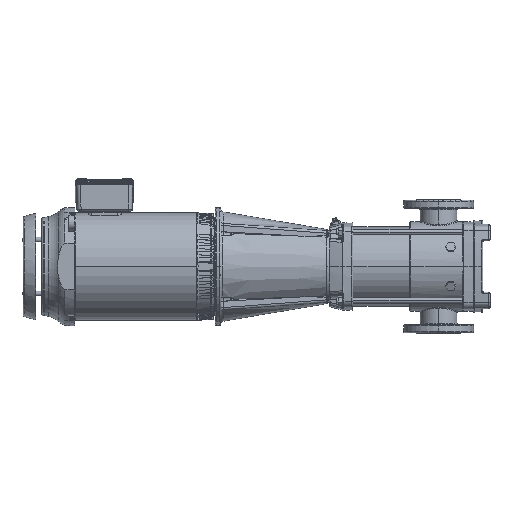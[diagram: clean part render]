
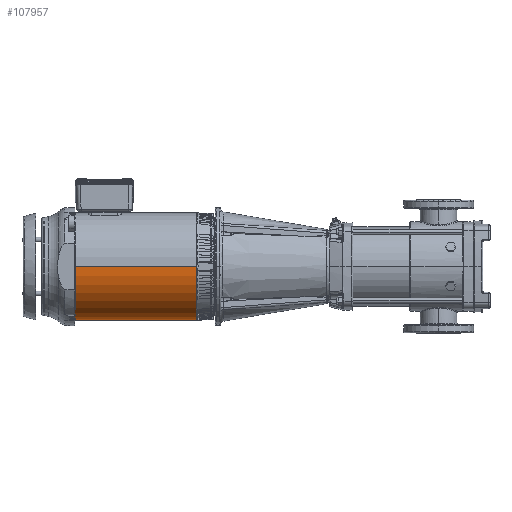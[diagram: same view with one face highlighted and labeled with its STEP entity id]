
A CAD part, left-side view. The second image highlights one B-rep face of the part: STEP entity #107957.
In plain terms, the highlighted cylindrical face has radius 146.3 mm (diameter 292.6 mm), a partial arc.
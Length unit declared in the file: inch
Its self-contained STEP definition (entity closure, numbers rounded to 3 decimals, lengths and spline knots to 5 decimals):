
#15678 = CARTESIAN_POINT ( 'NONE',  ( 6.14489, -0.38544, 0. ) ) ;
#26603 = CIRCLE ( 'NONE', #166894, 5.75984 ) ;
#30765 = LINE ( 'NONE', #158295, #38677 ) ;
#38677 = VECTOR ( 'NONE', #48518, 39.37008 ) ;
#41311 = CARTESIAN_POINT ( 'NONE',  ( -6.84724, -6.14528, 0. ) ) ;
#41675 = VERTEX_POINT ( 'NONE', #139056 ) ;
#43542 = DIRECTION ( 'NONE',  ( -1., 0., 0. ) ) ;
#43697 = DIRECTION ( 'NONE',  ( -1., 0., 0. ) ) ;
#48518 = DIRECTION ( 'NONE',  ( 1., 0., 0. ) ) ;
#49614 = VECTOR ( 'NONE', #195207, 39.37008 ) ;
#64250 = ORIENTED_EDGE ( 'NONE', *, *, #139477, .T. ) ;
#67975 = DIRECTION ( 'NONE',  ( 0., 0., 1. ) ) ;
#69291 = CARTESIAN_POINT ( 'NONE',  ( 6.14489, -6.14528, 0. ) ) ;
#69920 = AXIS2_PLACEMENT_3D ( 'NONE', #89552, #43542, #67975 ) ;
#84677 = CYLINDRICAL_SURFACE ( 'NONE', #69920, 5.75984 ) ;
#87687 = DIRECTION ( 'NONE',  ( 0., -1., 0. ) ) ;
#89552 = CARTESIAN_POINT ( 'NONE',  ( 43.94817, -0.38544, 0. ) ) ;
#101186 = ORIENTED_EDGE ( 'NONE', *, *, #132314, .F. ) ;
#105304 = AXIS2_PLACEMENT_3D ( 'NONE', #15678, #109842, #158906 ) ;
#106806 = EDGE_CURVE ( 'NONE', #41675, #188234, #113708, .T. ) ;
#107957 = ADVANCED_FACE ( 'NONE', ( #186755 ), #84677, .T. ) ;
#109842 = DIRECTION ( 'NONE',  ( -1., 0., 0. ) ) ;
#113708 = LINE ( 'NONE', #149183, #49614 ) ;
#118734 = CIRCLE ( 'NONE', #105304, 5.75984 ) ;
#127621 = CARTESIAN_POINT ( 'NONE',  ( -6.84724, -0.38544, -5.75984 ) ) ;
#132314 = EDGE_CURVE ( 'NONE', #151699, #195462, #30765, .T. ) ;
#137792 = CARTESIAN_POINT ( 'NONE',  ( -6.84724, -0.38544, 0. ) ) ;
#139056 = CARTESIAN_POINT ( 'NONE',  ( 6.14489, -0.38544, -5.75984 ) ) ;
#139477 = EDGE_CURVE ( 'NONE', #41675, #195462, #118734, .T. ) ;
#149183 = CARTESIAN_POINT ( 'NONE',  ( 43.94817, -0.38544, -5.75984 ) ) ;
#150229 = ORIENTED_EDGE ( 'NONE', *, *, #106806, .F. ) ;
#151699 = VERTEX_POINT ( 'NONE', #41311 ) ;
#158295 = CARTESIAN_POINT ( 'NONE',  ( 43.94817, -6.14528, 0. ) ) ;
#158906 = DIRECTION ( 'NONE',  ( 0., -1., 0. ) ) ;
#161281 = ORIENTED_EDGE ( 'NONE', *, *, #163700, .F. ) ;
#163700 = EDGE_CURVE ( 'NONE', #188234, #151699, #26603, .T. ) ;
#166894 = AXIS2_PLACEMENT_3D ( 'NONE', #137792, #43697, #87687 ) ;
#173738 = EDGE_LOOP ( 'NONE', ( #150229, #64250, #101186, #161281 ) ) ;
#186755 = FACE_OUTER_BOUND ( 'NONE', #173738, .T. ) ;
#188234 = VERTEX_POINT ( 'NONE', #127621 ) ;
#195207 = DIRECTION ( 'NONE',  ( -1., 0., 0. ) ) ;
#195462 = VERTEX_POINT ( 'NONE', #69291 ) ;
